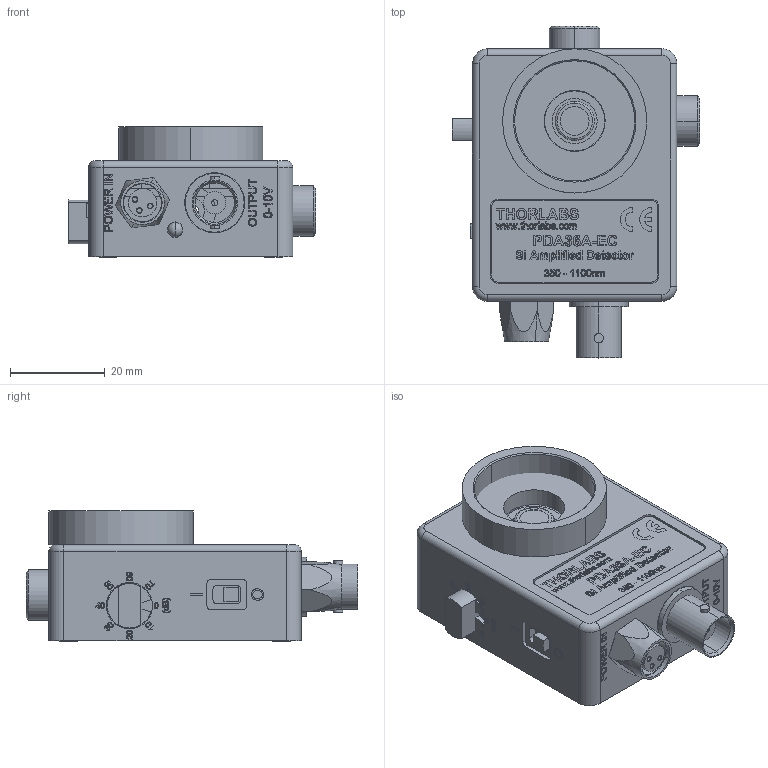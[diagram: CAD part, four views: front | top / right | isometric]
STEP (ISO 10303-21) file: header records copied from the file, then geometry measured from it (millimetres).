
FILE_DESCRIPTION (( 'STEP AP203' ), '1' );
FILE_NAME ('13192-E0W.STEP', '2011-06-29T13:02:59', ( 'Admin' ), ( 'Thorlabs, Inc.' ), 'SwSTEP 2.0', 'SolidWorks 2011', '' );
FILE_SCHEMA (( 'CONFIG_CONTROL_DESIGN' ));
Length unit declared in the file: inch
Products named in the file (1): 13192-E0W
Bounding box: 52.27 x 70.13 x 27.47 mm (x, y, z)
Surface area: 20190.9 mm2 (no closed solid volume)
Topology: 0 solids, 125 shells, 529 faces, 3443 edges, 3017 vertices
Faces by surface type: plane 342, cylinder 88, bspline 65, cone 26, torus 6, sphere 2
Entity records: 51015 total; most frequent: CARTESIAN_POINT 27958, ORIENTED_EDGE 4219, DIRECTION 3492, EDGE_CURVE 3439, VERTEX_POINT 3015, VECTOR 1804, LINE 1804, B_SPLINE_CURVE_WITH_KNOTS 1256
